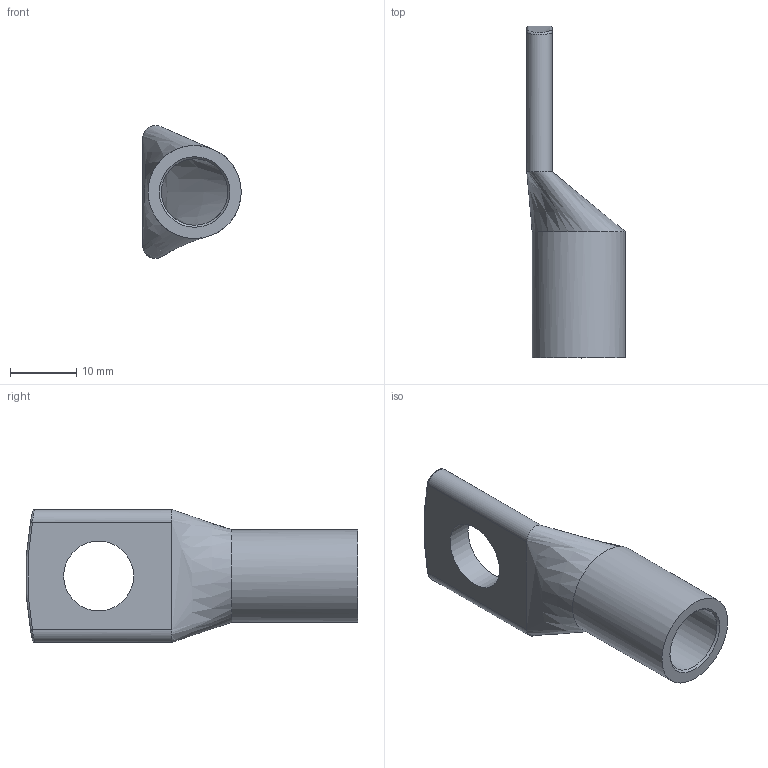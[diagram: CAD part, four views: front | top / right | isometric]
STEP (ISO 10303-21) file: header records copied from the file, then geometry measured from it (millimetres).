
FILE_DESCRIPTION(/* description */ ('Unknown'),/* implementation_level */ '2;1');
FILE_NAME(/* name */ '5581050',/* time_stamp */ '2020-03-11T11:09:04+01:00',/* author */ ('Unknown'),/* organization */ ('Unknown'),/* preprocessor_version */ 'ST-DEVELOPER v16.7',/* originating_system */ 'DEX',/* authorisation */ $);
FILE_SCHEMA (('AUTOMOTIVE_DESIGN {1 0 10303 214 3 1 1}'));
Length unit declared in the file: millimetre
Products named in the file (1): 5581050
Bounding box: 14.8 x 49.92 x 19.99 mm (x, y, z)
Volume: 3377.3 mm3; surface area: 3255.3 mm2
Topology: 1 solids, 1 shells, 17 faces, 52 edges, 38 vertices
Faces by surface type: cylinder 6, plane 4, bspline 4, torus 2, cone 1
Full cylindrical faces by diameter (mm): 10 x1, 10.5 x1, 14 x1
Entity records: 1075 total; most frequent: CARTESIAN_POINT 630, ORIENTED_EDGE 86, DIRECTION 78, EDGE_CURVE 43, AXIS2_PLACEMENT_3D 36, VERTEX_POINT 35, EDGE_LOOP 26, FACE_BOUND 26
